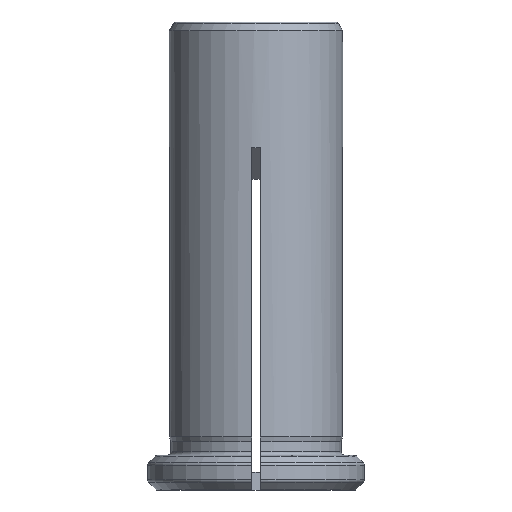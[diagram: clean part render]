
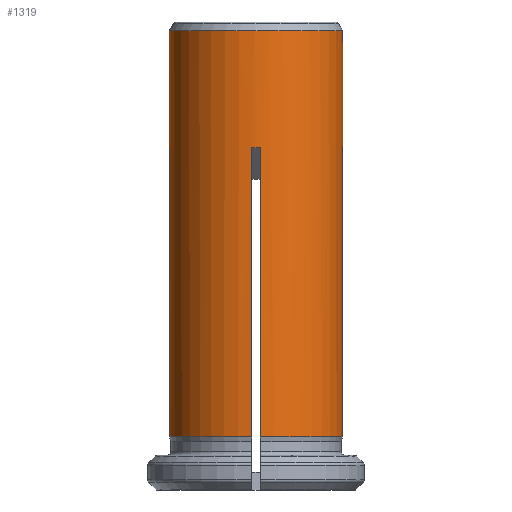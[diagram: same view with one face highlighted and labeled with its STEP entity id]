
A CAD part, front view. The second image highlights one B-rep face of the part: STEP entity #1319.
In plain terms, the highlighted cylindrical face has radius 10 mm (diameter 20 mm), a full revolution.
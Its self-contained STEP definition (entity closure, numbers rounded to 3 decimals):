
#28=ELLIPSE('',#1468,14.142,10.);
#29=ELLIPSE('',#1469,14.142,10.);
#30=ELLIPSE('',#1470,14.142,10.);
#31=ELLIPSE('',#1471,14.142,10.);
#98=LINE('',#2385,#166);
#99=LINE('',#2389,#167);
#100=LINE('',#2390,#168);
#101=LINE('',#2394,#169);
#102=LINE('',#2395,#170);
#103=LINE('',#2399,#171);
#104=LINE('',#2400,#172);
#105=LINE('',#2404,#173);
#166=VECTOR('',#1771,1000.);
#167=VECTOR('',#1774,1000.);
#168=VECTOR('',#1775,1000.);
#169=VECTOR('',#1778,1000.);
#170=VECTOR('',#1779,1000.);
#171=VECTOR('',#1782,1000.);
#172=VECTOR('',#1783,1000.);
#173=VECTOR('',#1786,1000.);
#200=CYLINDRICAL_SURFACE('',#1467,10.);
#510=ORIENTED_EDGE('',*,*,#862,.F.);
#511=ORIENTED_EDGE('',*,*,#863,.F.);
#512=ORIENTED_EDGE('',*,*,#864,.T.);
#513=ORIENTED_EDGE('',*,*,#689,.F.);
#514=ORIENTED_EDGE('',*,*,#865,.F.);
#515=ORIENTED_EDGE('',*,*,#866,.F.);
#516=ORIENTED_EDGE('',*,*,#867,.T.);
#517=ORIENTED_EDGE('',*,*,#723,.F.);
#518=ORIENTED_EDGE('',*,*,#868,.F.);
#519=ORIENTED_EDGE('',*,*,#869,.F.);
#520=ORIENTED_EDGE('',*,*,#870,.T.);
#521=ORIENTED_EDGE('',*,*,#757,.F.);
#522=ORIENTED_EDGE('',*,*,#871,.F.);
#523=ORIENTED_EDGE('',*,*,#872,.F.);
#524=ORIENTED_EDGE('',*,*,#873,.T.);
#525=ORIENTED_EDGE('',*,*,#792,.F.);
#526=ORIENTED_EDGE('',*,*,#796,.F.);
#689=EDGE_CURVE('',#890,#891,#1027,.F.);
#723=EDGE_CURVE('',#914,#915,#1039,.F.);
#757=EDGE_CURVE('',#938,#939,#1051,.F.);
#792=EDGE_CURVE('',#962,#964,#1063,.F.);
#796=EDGE_CURVE('',#967,#967,#1066,.F.);
#862=EDGE_CURVE('',#1019,#962,#98,.F.);
#863=EDGE_CURVE('',#1020,#1019,#28,.F.);
#864=EDGE_CURVE('',#1020,#891,#99,.F.);
#865=EDGE_CURVE('',#1021,#890,#100,.F.);
#866=EDGE_CURVE('',#1022,#1021,#29,.F.);
#867=EDGE_CURVE('',#1022,#915,#101,.F.);
#868=EDGE_CURVE('',#1023,#914,#102,.F.);
#869=EDGE_CURVE('',#1024,#1023,#30,.F.);
#870=EDGE_CURVE('',#1024,#939,#103,.F.);
#871=EDGE_CURVE('',#1025,#938,#104,.F.);
#872=EDGE_CURVE('',#1026,#1025,#31,.F.);
#873=EDGE_CURVE('',#1026,#964,#105,.F.);
#890=VERTEX_POINT('',#1840);
#891=VERTEX_POINT('',#1841);
#914=VERTEX_POINT('',#1957);
#915=VERTEX_POINT('',#1958);
#938=VERTEX_POINT('',#2074);
#939=VERTEX_POINT('',#2075);
#962=VERTEX_POINT('',#2194);
#964=VERTEX_POINT('',#2197);
#967=VERTEX_POINT('',#2208);
#1019=VERTEX_POINT('',#2386);
#1020=VERTEX_POINT('',#2388);
#1021=VERTEX_POINT('',#2391);
#1022=VERTEX_POINT('',#2393);
#1023=VERTEX_POINT('',#2396);
#1024=VERTEX_POINT('',#2398);
#1025=VERTEX_POINT('',#2401);
#1026=VERTEX_POINT('',#2403);
#1027=CIRCLE('',#1351,10.);
#1039=CIRCLE('',#1374,10.);
#1051=CIRCLE('',#1397,10.);
#1063=CIRCLE('',#1420,10.);
#1066=CIRCLE('',#1424,10.);
#1148=EDGE_LOOP('',(#510,#511,#512,#513,#514,#515,#516,#517,#518,#519,#520,
#521,#522,#523,#524,#525));
#1149=EDGE_LOOP('',(#526));
#1232=FACE_BOUND('',#1148,.T.);
#1233=FACE_BOUND('',#1149,.T.);
#1319=ADVANCED_FACE('',(#1232,#1233),#200,.T.);
#1351=AXIS2_PLACEMENT_3D('',#1839,#1493,#1494);
#1374=AXIS2_PLACEMENT_3D('',#1956,#1545,#1546);
#1397=AXIS2_PLACEMENT_3D('',#2073,#1597,#1598);
#1420=AXIS2_PLACEMENT_3D('',#2196,#1649,#1650);
#1424=AXIS2_PLACEMENT_3D('',#2207,#1657,#1658);
#1467=AXIS2_PLACEMENT_3D('',#2384,#1769,#1770);
#1468=AXIS2_PLACEMENT_3D('',#2387,#1772,#1773);
#1469=AXIS2_PLACEMENT_3D('',#2392,#1776,#1777);
#1470=AXIS2_PLACEMENT_3D('',#2397,#1780,#1781);
#1471=AXIS2_PLACEMENT_3D('',#2402,#1784,#1785);
#1493=DIRECTION('',(0.,0.,1.));
#1494=DIRECTION('',(1.,0.,0.));
#1545=DIRECTION('',(0.,0.,1.));
#1546=DIRECTION('',(1.,0.,0.));
#1597=DIRECTION('',(0.,0.,1.));
#1598=DIRECTION('',(1.,0.,0.));
#1649=DIRECTION('',(0.,0.,1.));
#1650=DIRECTION('',(1.,0.,0.));
#1657=DIRECTION('',(0.,0.,-1.));
#1658=DIRECTION('',(-1.,0.,0.));
#1769=DIRECTION('',(0.,0.,1.));
#1770=DIRECTION('',(1.,0.,0.));
#1771=DIRECTION('',(0.,0.,1.));
#1772=DIRECTION('',(0.,-0.707,0.707));
#1773=DIRECTION('',(0.,0.707,0.707));
#1774=DIRECTION('',(0.,0.,1.));
#1775=DIRECTION('',(0.,0.,1.));
#1776=DIRECTION('',(0.707,0.,0.707));
#1777=DIRECTION('',(-0.707,0.,0.707));
#1778=DIRECTION('',(0.,0.,1.));
#1779=DIRECTION('',(0.,0.,1.));
#1780=DIRECTION('',(0.,0.707,0.707));
#1781=DIRECTION('',(0.,-0.707,0.707));
#1782=DIRECTION('',(0.,0.,1.));
#1783=DIRECTION('',(0.,0.,1.));
#1784=DIRECTION('',(-0.707,0.,0.707));
#1785=DIRECTION('',(0.707,0.,0.707));
#1786=DIRECTION('',(0.,0.,1.));
#1839=CARTESIAN_POINT('',(0.,0.,2.127));
#1840=CARTESIAN_POINT('',(-9.987,0.5,2.127));
#1841=CARTESIAN_POINT('',(-0.5,9.987,2.127));
#1956=CARTESIAN_POINT('',(0.,0.,2.127));
#1957=CARTESIAN_POINT('',(-0.5,-9.987,2.127));
#1958=CARTESIAN_POINT('',(-9.987,-0.5,2.127));
#2073=CARTESIAN_POINT('',(0.,0.,2.127));
#2074=CARTESIAN_POINT('',(9.987,-0.5,2.127));
#2075=CARTESIAN_POINT('',(0.5,-9.987,2.127));
#2194=CARTESIAN_POINT('',(0.5,9.987,2.127));
#2196=CARTESIAN_POINT('',(0.,0.,2.127));
#2197=CARTESIAN_POINT('',(9.987,0.5,2.127));
#2207=CARTESIAN_POINT('',(0.,0.,48.973));
#2208=CARTESIAN_POINT('',(-10.,0.,48.973));
#2384=CARTESIAN_POINT('',(0.,0.,60.));
#2385=CARTESIAN_POINT('',(0.5,9.987,60.));
#2386=CARTESIAN_POINT('',(0.5,9.987,35.487));
#2387=CARTESIAN_POINT('',(0.,0.,25.5));
#2388=CARTESIAN_POINT('',(-0.5,9.987,35.487));
#2389=CARTESIAN_POINT('',(-0.5,9.987,60.));
#2390=CARTESIAN_POINT('',(-9.987,0.5,60.));
#2391=CARTESIAN_POINT('',(-9.987,0.5,35.487));
#2392=CARTESIAN_POINT('',(0.,0.,25.5));
#2393=CARTESIAN_POINT('',(-9.987,-0.5,35.487));
#2394=CARTESIAN_POINT('',(-9.987,-0.5,60.));
#2395=CARTESIAN_POINT('',(-0.5,-9.987,60.));
#2396=CARTESIAN_POINT('',(-0.5,-9.987,35.487));
#2397=CARTESIAN_POINT('',(0.,0.,25.5));
#2398=CARTESIAN_POINT('',(0.5,-9.987,35.487));
#2399=CARTESIAN_POINT('',(0.5,-9.987,60.));
#2400=CARTESIAN_POINT('',(9.987,-0.5,60.));
#2401=CARTESIAN_POINT('',(9.987,-0.5,35.487));
#2402=CARTESIAN_POINT('',(0.,0.,25.5));
#2403=CARTESIAN_POINT('',(9.987,0.5,35.487));
#2404=CARTESIAN_POINT('',(9.987,0.5,60.));
